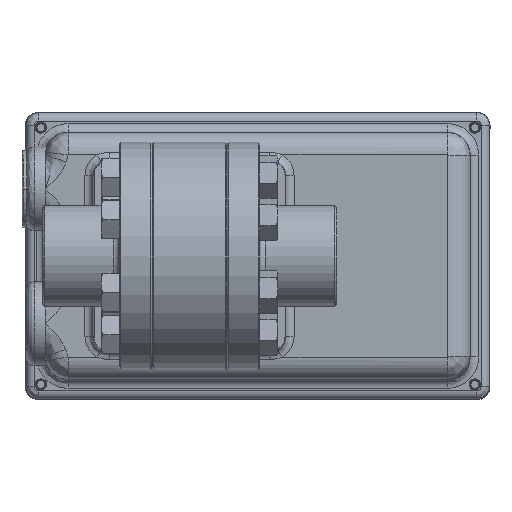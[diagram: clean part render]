
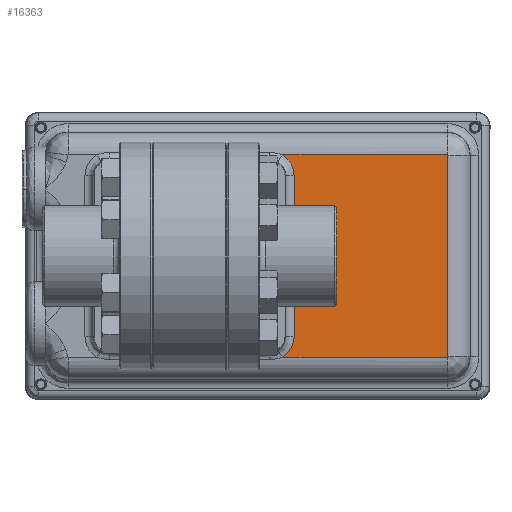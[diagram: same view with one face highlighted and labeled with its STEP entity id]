
A CAD part, front view. The second image highlights one B-rep face of the part: STEP entity #16363.
In plain terms, the highlighted planar face has unit normal (0, -1, 0).
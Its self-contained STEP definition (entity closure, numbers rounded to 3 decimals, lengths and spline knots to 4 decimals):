
#1798 = DIRECTION ( 'NONE',  ( 1., 0., 0.015 ) ) ;
#1832 = VERTEX_POINT ( 'NONE', #30946 ) ;
#1920 = ORIENTED_EDGE ( 'NONE', *, *, #13387, .F. ) ;
#4325 = CARTESIAN_POINT ( 'NONE',  ( 1.5511, 4.92, 1.1866 ) ) ;
#4438 = CARTESIAN_POINT ( 'NONE',  ( 3.8261, 4.92, -1.4979 ) ) ;
#5322 = CARTESIAN_POINT ( 'NONE',  ( 1.5511, 4.92, -1.1874 ) ) ;
#5491 = CARTESIAN_POINT ( 'NONE',  ( 1.5511, 4.92, 1.1866 ) ) ;
#6483 = CARTESIAN_POINT ( 'NONE',  ( -1.8021, 4.92, -1.5011 ) ) ;
#7345 = VECTOR ( 'NONE', #29456, 39.3701 ) ;
#7622 = CARTESIAN_POINT ( 'NONE',  ( 3.8261, 4.92, 1.4971 ) ) ;
#7738 = CARTESIAN_POINT ( 'NONE',  ( 3.8261, 4.92, -1.4998 ) ) ;
#7798 = EDGE_CURVE ( 'NONE', #14296, #9547, #32282, .T. ) ;
#9547 = VERTEX_POINT ( 'NONE', #24545 ) ;
#9795 = DIRECTION ( 'NONE',  ( -1., 0., 0. ) ) ;
#9989 = ORIENTED_EDGE ( 'NONE', *, *, #7798, .F. ) ;
#10910 = CARTESIAN_POINT ( 'NONE',  ( 1.4855, 4.92, 1.4335 ) ) ;
#11355 = ORIENTED_EDGE ( 'NONE', *, *, #24788, .F. ) ;
#11958 = CARTESIAN_POINT ( 'NONE',  ( 3.8248, 4.92, 1.5004 ) ) ;
#13387 = EDGE_CURVE ( 'NONE', #1832, #14296, #18442, .T. ) ;
#13861 = CARTESIAN_POINT ( 'NONE',  ( 1.3715, 4.92, 1.5004 ) ) ;
#14233 = ORIENTED_EDGE ( 'NONE', *, *, #30215, .F. ) ;
#14296 = VERTEX_POINT ( 'NONE', #7622 ) ;
#14595 = LINE ( 'NONE', #34354, #30849 ) ;
#14869 = CARTESIAN_POINT ( 'NONE',  ( 3.8229, 4.92, -1.5011 ) ) ;
#16363 = ADVANCED_FACE ( 'NONE', ( #40631 ), #40656, .F. ) ;
#16637 = ORIENTED_EDGE ( 'NONE', *, *, #36278, .F. ) ;
#16870 = CARTESIAN_POINT ( 'NONE',  ( 1.5511, 4.92, -1.1874 ) ) ;
#17533 = CARTESIAN_POINT ( 'NONE',  ( 3.8229, 4.92, -1.5011 ) ) ;
#17693 = VERTEX_POINT ( 'NONE', #5491 ) ;
#17910 = CARTESIAN_POINT ( 'NONE',  ( 1.5511, 4.92, -1.1874 ) ) ;
#18106 = VERTEX_POINT ( 'NONE', #14869 ) ;
#18442 =( BOUNDED_CURVE ( )  B_SPLINE_CURVE ( 3, ( #34710, #11958, #41263, #21757 ),
 .UNSPECIFIED., .F., .T. ) 
 B_SPLINE_CURVE_WITH_KNOTS ( ( 4, 4 ),
 ( 0., 1. ),
 .UNSPECIFIED. ) 
 CURVE ( )  GEOMETRIC_REPRESENTATION_ITEM ( )  RATIONAL_B_SPLINE_CURVE ( ( 1., 0.805, 0.805, 1. ) ) 
 REPRESENTATION_ITEM ( '' )  );
#19409 =( BOUNDED_CURVE ( )  B_SPLINE_CURVE ( 3, ( #4438, #7738, #37025, #17533 ),
 .UNSPECIFIED., .F., .T. ) 
 B_SPLINE_CURVE_WITH_KNOTS ( ( 4, 4 ),
 ( 0., 1. ),
 .UNSPECIFIED. ) 
 CURVE ( )  GEOMETRIC_REPRESENTATION_ITEM ( )  RATIONAL_B_SPLINE_CURVE ( ( 1., 0.805, 0.805, 1. ) ) 
 REPRESENTATION_ITEM ( '' )  );
#19941 = VECTOR ( 'NONE', #37398, 39.3701 ) ;
#20390 = LINE ( 'NONE', #6483, #36665 ) ;
#21314 = DIRECTION ( 'NONE',  ( 0., 1., 0. ) ) ;
#21571 = CARTESIAN_POINT ( 'NONE',  ( 1.4855, 4.92, -1.4342 ) ) ;
#21757 = CARTESIAN_POINT ( 'NONE',  ( 3.8261, 4.92, 1.4971 ) ) ;
#22002 =( BOUNDED_CURVE ( )  B_SPLINE_CURVE ( 3, ( #4325, #23810, #10910, #33649 ),
 .UNSPECIFIED., .F., .F. ) 
 B_SPLINE_CURVE_WITH_KNOTS ( ( 4, 4 ),
 ( 0., 1. ),
 .UNSPECIFIED. ) 
 CURVE ( )  GEOMETRIC_REPRESENTATION_ITEM ( )  RATIONAL_B_SPLINE_CURVE ( ( 1., 0.912, 0.912, 1. ) ) 
 REPRESENTATION_ITEM ( '' )  );
#22752 =( BOUNDED_CURVE ( )  B_SPLINE_CURVE ( 3, ( #34357, #21571, #24808, #5322 ),
 .UNSPECIFIED., .F., .T. ) 
 B_SPLINE_CURVE_WITH_KNOTS ( ( 4, 4 ),
 ( 0., 1. ),
 .UNSPECIFIED. ) 
 CURVE ( )  GEOMETRIC_REPRESENTATION_ITEM ( )  RATIONAL_B_SPLINE_CURVE ( ( 1., 0.912, 0.912, 1. ) ) 
 REPRESENTATION_ITEM ( '' )  );
#22934 = CARTESIAN_POINT ( 'NONE',  ( 3.8261, 4.92, -0.0004 ) ) ;
#23810 = CARTESIAN_POINT ( 'NONE',  ( 1.5511, 4.92, 1.3188 ) ) ;
#24545 = CARTESIAN_POINT ( 'NONE',  ( 3.8261, 4.92, -1.4979 ) ) ;
#24788 = EDGE_CURVE ( 'NONE', #9547, #18106, #19409, .T. ) ;
#24808 = CARTESIAN_POINT ( 'NONE',  ( 1.5511, 4.92, -1.3195 ) ) ;
#25598 = EDGE_CURVE ( 'NONE', #39496, #17693, #29569, .T. ) ;
#26094 = EDGE_CURVE ( 'NONE', #17693, #36713, #22002, .T. ) ;
#26505 = ORIENTED_EDGE ( 'NONE', *, *, #25598, .F. ) ;
#27537 = CARTESIAN_POINT ( 'NONE',  ( 1.3715, 4.92, -1.5011 ) ) ;
#27847 = VERTEX_POINT ( 'NONE', #27537 ) ;
#27956 = EDGE_CURVE ( 'NONE', #27847, #39496, #22752, .T. ) ;
#29456 = DIRECTION ( 'NONE',  ( 0., 0., -1. ) ) ;
#29569 = LINE ( 'NONE', #17910, #19941 ) ;
#30215 = EDGE_CURVE ( 'NONE', #18106, #27847, #20390, .T. ) ;
#30849 = VECTOR ( 'NONE', #37664, 39.3701 ) ;
#30946 = CARTESIAN_POINT ( 'NONE',  ( 3.8229, 4.92, 1.5004 ) ) ;
#31987 = AXIS2_PLACEMENT_3D ( 'NONE', #40802, #21314, #1798 ) ;
#32282 = LINE ( 'NONE', #22934, #7345 ) ;
#33649 = CARTESIAN_POINT ( 'NONE',  ( 1.3715, 4.92, 1.5004 ) ) ;
#34354 = CARTESIAN_POINT ( 'NONE',  ( 0.0004, 4.92, 1.5004 ) ) ;
#34357 = CARTESIAN_POINT ( 'NONE',  ( 1.3715, 4.92, -1.5011 ) ) ;
#34671 = EDGE_LOOP ( 'NONE', ( #37018, #14233, #11355, #9989, #1920, #16637, #40188, #26505 ) ) ;
#34710 = CARTESIAN_POINT ( 'NONE',  ( 3.8229, 4.92, 1.5004 ) ) ;
#36278 = EDGE_CURVE ( 'NONE', #36713, #1832, #14595, .T. ) ;
#36665 = VECTOR ( 'NONE', #9795, 39.3701 ) ;
#36713 = VERTEX_POINT ( 'NONE', #13861 ) ;
#37018 = ORIENTED_EDGE ( 'NONE', *, *, #27956, .F. ) ;
#37025 = CARTESIAN_POINT ( 'NONE',  ( 3.8248, 4.92, -1.5011 ) ) ;
#37398 = DIRECTION ( 'NONE',  ( 0., 0., 1. ) ) ;
#37664 = DIRECTION ( 'NONE',  ( 1., 0., 0. ) ) ;
#39496 = VERTEX_POINT ( 'NONE', #16870 ) ;
#40188 = ORIENTED_EDGE ( 'NONE', *, *, #26094, .F. ) ;
#40631 = FACE_OUTER_BOUND ( 'NONE', #34671, .T. ) ;
#40656 = PLANE ( 'NONE',  #31987 ) ;
#40802 = CARTESIAN_POINT ( 'NONE',  ( -1.8021, 4.92, 1.4971 ) ) ;
#41263 = CARTESIAN_POINT ( 'NONE',  ( 3.8261, 4.92, 1.4991 ) ) ;
